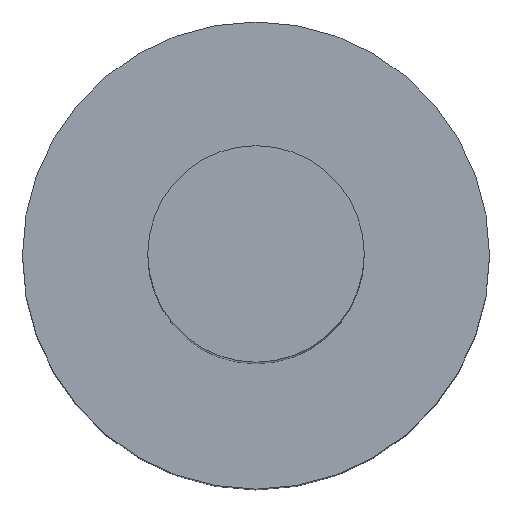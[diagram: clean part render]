
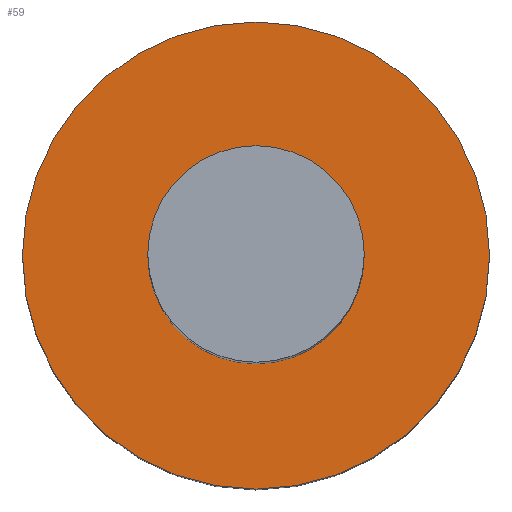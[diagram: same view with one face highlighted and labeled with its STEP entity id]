
A CAD part, top view. The second image highlights one B-rep face of the part: STEP entity #59.
In plain terms, the highlighted planar face has unit normal (0, 0, 1).
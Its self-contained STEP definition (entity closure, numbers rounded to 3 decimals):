
#2 = CIRCLE ( 'NONE', #110, 1.295 ) ;
#8 = EDGE_CURVE ( 'NONE', #60, #54, #2, .T. ) ;
#10 = EDGE_LOOP ( 'NONE', ( #47, #150 ) ) ;
#13 = AXIS2_PLACEMENT_3D ( 'NONE', #46, #153, #135 ) ;
#23 = PLANE ( 'NONE',  #145 ) ;
#24 = CARTESIAN_POINT ( 'NONE',  ( 0., 0., 6. ) ) ;
#30 = EDGE_LOOP ( 'NONE', ( #176, #195 ) ) ;
#32 = CIRCLE ( 'NONE', #13, 2.794 ) ;
#33 = DIRECTION ( 'NONE',  ( 1., 0., 0. ) ) ;
#46 = CARTESIAN_POINT ( 'NONE',  ( 0., 0., 6. ) ) ;
#47 = ORIENTED_EDGE ( 'NONE', *, *, #72, .F. ) ;
#49 = CARTESIAN_POINT ( 'NONE',  ( 0., 0., 6. ) ) ;
#53 = DIRECTION ( 'NONE',  ( 0., 0., 1. ) ) ;
#54 = VERTEX_POINT ( 'NONE', #207 ) ;
#57 = CIRCLE ( 'NONE', #108, 1.295 ) ;
#59 = ADVANCED_FACE ( 'NONE', ( #102, #154 ), #23, .T. ) ;
#60 = VERTEX_POINT ( 'NONE', #87 ) ;
#72 = EDGE_CURVE ( 'NONE', #54, #60, #57, .T. ) ;
#82 = CARTESIAN_POINT ( 'NONE',  ( 2.794, 0., 6. ) ) ;
#87 = CARTESIAN_POINT ( 'NONE',  ( 1.295, 0., 6. ) ) ;
#89 = DIRECTION ( 'NONE',  ( 0., 0., 1. ) ) ;
#102 = FACE_BOUND ( 'NONE', #10, .T. ) ;
#105 = DIRECTION ( 'NONE',  ( 1., 0., 0. ) ) ;
#108 = AXIS2_PLACEMENT_3D ( 'NONE', #180, #124, #120 ) ;
#110 = AXIS2_PLACEMENT_3D ( 'NONE', #121, #89, #105 ) ;
#120 = DIRECTION ( 'NONE',  ( 1., 0., 0. ) ) ;
#121 = CARTESIAN_POINT ( 'NONE',  ( 0., 0., 6. ) ) ;
#124 = DIRECTION ( 'NONE',  ( 0., 0., 1. ) ) ;
#135 = DIRECTION ( 'NONE',  ( 1., 0., 0. ) ) ;
#140 = CARTESIAN_POINT ( 'NONE',  ( -2.794, 0., 6. ) ) ;
#145 = AXIS2_PLACEMENT_3D ( 'NONE', #24, #53, #160 ) ;
#150 = ORIENTED_EDGE ( 'NONE', *, *, #8, .F. ) ;
#153 = DIRECTION ( 'NONE',  ( 0., 0., 1. ) ) ;
#154 = FACE_OUTER_BOUND ( 'NONE', #30, .T. ) ;
#156 = VERTEX_POINT ( 'NONE', #140 ) ;
#157 = DIRECTION ( 'NONE',  ( 0., 0., 1. ) ) ;
#158 = EDGE_CURVE ( 'NONE', #156, #212, #213, .T. ) ;
#160 = DIRECTION ( 'NONE',  ( 1., 0., 0. ) ) ;
#163 = AXIS2_PLACEMENT_3D ( 'NONE', #49, #157, #33 ) ;
#176 = ORIENTED_EDGE ( 'NONE', *, *, #158, .T. ) ;
#180 = CARTESIAN_POINT ( 'NONE',  ( 0., 0., 6. ) ) ;
#187 = EDGE_CURVE ( 'NONE', #212, #156, #32, .T. ) ;
#195 = ORIENTED_EDGE ( 'NONE', *, *, #187, .T. ) ;
#207 = CARTESIAN_POINT ( 'NONE',  ( -1.295, 0., 6. ) ) ;
#212 = VERTEX_POINT ( 'NONE', #82 ) ;
#213 = CIRCLE ( 'NONE', #163, 2.794 ) ;
